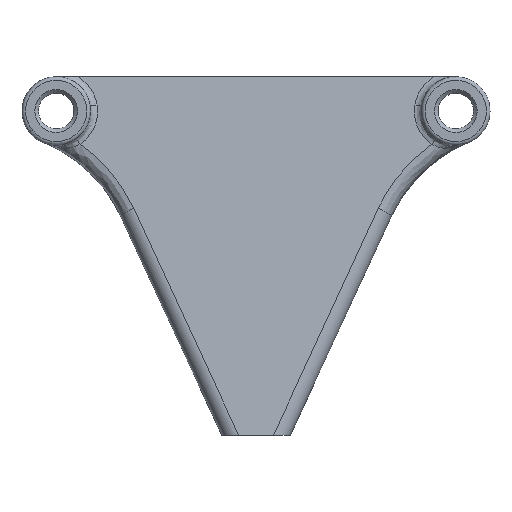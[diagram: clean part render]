
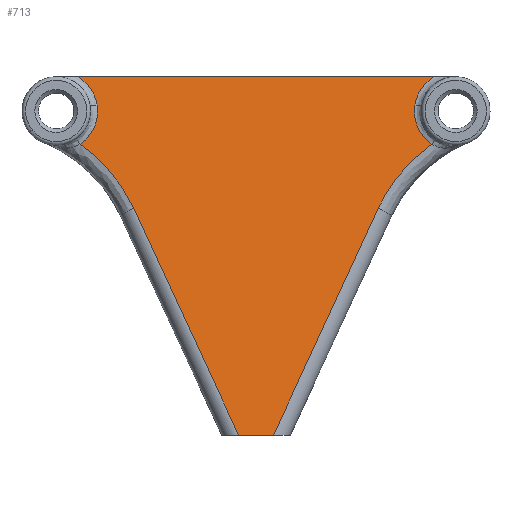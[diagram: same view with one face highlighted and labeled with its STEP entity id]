
A CAD part, top view. The second image highlights one B-rep face of the part: STEP entity #713.
In plain terms, the highlighted planar face has unit normal (0, 0.129, 0.992).
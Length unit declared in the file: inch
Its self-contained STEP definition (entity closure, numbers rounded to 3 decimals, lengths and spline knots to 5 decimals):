
#75=ELLIPSE('',#778,0.28841,0.286);
#77=ELLIPSE('',#783,1.10927,1.1);
#78=ELLIPSE('',#784,1.10927,1.1);
#79=ELLIPSE('',#785,0.28841,0.286);
#93=PLANE('',#782);
#114=FACE_OUTER_BOUND('',#161,.T.);
#161=EDGE_LOOP('',(#517,#518,#519,#520,#521,#522,#523,#524,#525,#526));
#200=B_SPLINE_CURVE_WITH_KNOTS('',3,(#1630,#1631,#1632,#1633,#1634),
 .UNSPECIFIED.,.F.,.F.,(4,1,4),(-0.7962,-0.34123,0.),
 .UNSPECIFIED.);
#207=B_SPLINE_CURVE_WITH_KNOTS('',3,(#1731,#1732,#1733,#1734,#1735),
 .UNSPECIFIED.,.F.,.F.,(4,1,4),(-0.79654,-0.34137,0.),
 .UNSPECIFIED.);
#231=LINE('',#1535,#259);
#236=LINE('',#1725,#264);
#237=LINE('',#1727,#265);
#238=LINE('',#1738,#266);
#259=VECTOR('',#855,0.3937);
#264=VECTOR('',#902,0.3937);
#265=VECTOR('',#903,0.3937);
#266=VECTOR('',#908,0.3937);
#287=VERTEX_POINT('',#1521);
#293=VERTEX_POINT('',#1533);
#303=VERTEX_POINT('',#1588);
#304=VERTEX_POINT('',#1590);
#307=VERTEX_POINT('',#1628);
#312=VERTEX_POINT('',#1723);
#313=VERTEX_POINT('',#1726);
#314=VERTEX_POINT('',#1728);
#315=VERTEX_POINT('',#1730);
#316=VERTEX_POINT('',#1736);
#364=EDGE_CURVE('',#293,#287,#231,.T.);
#378=EDGE_CURVE('',#303,#304,#75,.T.);
#382=EDGE_CURVE('',#307,#303,#200,.T.);
#390=EDGE_CURVE('',#312,#307,#77,.T.);
#391=EDGE_CURVE('',#287,#312,#236,.T.);
#392=EDGE_CURVE('',#313,#293,#237,.T.);
#393=EDGE_CURVE('',#314,#313,#78,.T.);
#394=EDGE_CURVE('',#315,#314,#207,.T.);
#395=EDGE_CURVE('',#316,#315,#79,.T.);
#396=EDGE_CURVE('',#316,#304,#238,.T.);
#517=ORIENTED_EDGE('',*,*,#378,.F.);
#518=ORIENTED_EDGE('',*,*,#382,.F.);
#519=ORIENTED_EDGE('',*,*,#390,.F.);
#520=ORIENTED_EDGE('',*,*,#391,.F.);
#521=ORIENTED_EDGE('',*,*,#364,.F.);
#522=ORIENTED_EDGE('',*,*,#392,.F.);
#523=ORIENTED_EDGE('',*,*,#393,.F.);
#524=ORIENTED_EDGE('',*,*,#394,.F.);
#525=ORIENTED_EDGE('',*,*,#395,.F.);
#526=ORIENTED_EDGE('',*,*,#396,.T.);
#713=ADVANCED_FACE('',(#114),#93,.F.);
#778=AXIS2_PLACEMENT_3D('',#1591,#890,#891);
#782=AXIS2_PLACEMENT_3D('',#1722,#898,#899);
#783=AXIS2_PLACEMENT_3D('',#1724,#900,#901);
#784=AXIS2_PLACEMENT_3D('',#1729,#904,#905);
#785=AXIS2_PLACEMENT_3D('',#1737,#906,#907);
#855=DIRECTION('',(-1.,0.,0.));
#890=DIRECTION('center_axis',(0.,0.129,0.992));
#891=DIRECTION('ref_axis',(0.,0.992,-0.129));
#898=DIRECTION('center_axis',(0.,-0.129,-0.992));
#899=DIRECTION('ref_axis',(-1.,0.,0.));
#900=DIRECTION('center_axis',(0.,0.129,0.992));
#901=DIRECTION('ref_axis',(0.,0.992,-0.129));
#902=DIRECTION('',(-0.417,0.902,-0.117));
#903=DIRECTION('',(-0.416,-0.902,0.117));
#904=DIRECTION('center_axis',(0.,0.129,0.992));
#905=DIRECTION('ref_axis',(0.,0.992,-0.129));
#906=DIRECTION('center_axis',(0.,0.129,0.992));
#907=DIRECTION('ref_axis',(0.,0.992,-0.129));
#908=DIRECTION('',(-1.,0.,0.));
#1521=CARTESIAN_POINT('',(-1.49751,-2.236,0.42167));
#1533=CARTESIAN_POINT('',(-1.25729,-2.236,0.42167));
#1535=CARTESIAN_POINT('',(-1.14119,-2.236,0.42167));
#1588=CARTESIAN_POINT('',(-2.47381,0.04066,0.12542));
#1590=CARTESIAN_POINT('',(-2.60421,0.236,0.1));
#1591=CARTESIAN_POINT('Origin',(-2.75591,-0.00645,0.13155));
#1628=CARTESIAN_POINT('',(-2.59142,-0.22963,0.16059));
#1630=CARTESIAN_POINT('Ctrl Pts',(-2.59142,-0.22963,0.16059));
#1631=CARTESIAN_POINT('Ctrl Pts',(-2.54215,-0.19618,
0.15624));
#1632=CARTESIAN_POINT('Ctrl Pts',(-2.47529,-0.10971,
0.14499));
#1633=CARTESIAN_POINT('Ctrl Pts',(-2.4665,-0.00314,
0.13112));
#1634=CARTESIAN_POINT('Ctrl Pts',(-2.47381,0.04066,
0.12542));
#1722=CARTESIAN_POINT('Origin',(-1.14119,-2.236,0.42167));
#1723=CARTESIAN_POINT('',(-2.22036,-0.67169,0.21811));
#1724=CARTESIAN_POINT('Origin',(-3.2189,-1.1331,0.27815));
#1725=CARTESIAN_POINT('',(-1.47667,-2.2811,0.42754));
#1726=CARTESIAN_POINT('',(-0.5352,-0.67184,0.21813));
#1727=CARTESIAN_POINT('',(-1.22198,-2.1595,0.41172));
#1728=CARTESIAN_POINT('',(-0.16438,-0.2297,0.1606));
#1729=CARTESIAN_POINT('Origin',(0.46351,-1.13289,0.27813));
#1730=CARTESIAN_POINT('',(-0.28209,0.04066,0.12542));
#1731=CARTESIAN_POINT('Ctrl Pts',(-0.28209,0.04066,
0.12542));
#1732=CARTESIAN_POINT('Ctrl Pts',(-0.29185,-0.01777,
0.13302));
#1733=CARTESIAN_POINT('Ctrl Pts',(-0.27369,-0.12547,
0.14704));
#1734=CARTESIAN_POINT('Ctrl Pts',(-0.20136,-0.20463,
0.15734));
#1735=CARTESIAN_POINT('Ctrl Pts',(-0.16438,-0.2297,
0.1606));
#1736=CARTESIAN_POINT('',(-0.1517,0.236,0.1));
#1737=CARTESIAN_POINT('Origin',(0.,-0.00645,0.13155));
#1738=CARTESIAN_POINT('',(-2.75591,0.236,0.1));
